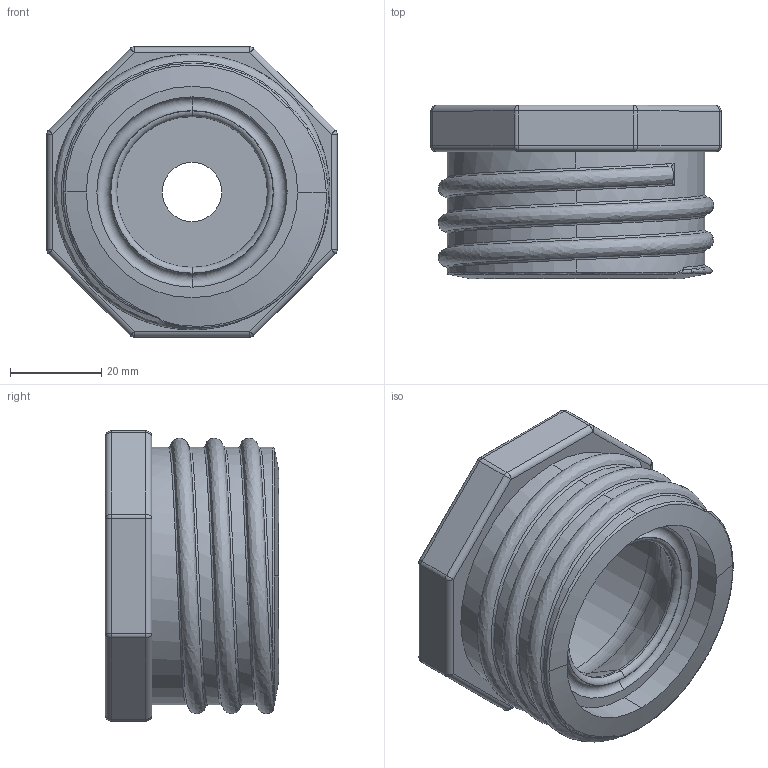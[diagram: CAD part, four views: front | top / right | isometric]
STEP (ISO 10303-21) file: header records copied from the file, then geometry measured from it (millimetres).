
FILE_DESCRIPTION (( 'STEP AP214' ), '1' );
FILE_NAME ('PEEP_VALVE_DIAPHRAGM_CUP.STEP', '2020-05-17T20:58:18', ( '' ), ( '' ), 'SwSTEP 2.0', 'SolidWorks 2019', '' );
FILE_SCHEMA (( 'AUTOMOTIVE_DESIGN' ));
Length unit declared in the file: inch
Products named in the file (1): PEEP_VALVE_DIAPHRAGM_CUP
Bounding box: 63.5 x 37.91 x 63.5 mm (x, y, z)
Volume: 55793.3 mm3; surface area: 20075.1 mm2
Topology: 1 solids, 1 shells, 90 faces, 212 edges, 111 vertices
Faces by surface type: cylinder 37, sphere 16, plane 13, bspline 11, torus 9, cone 4
Entity records: 7334 total; most frequent: CARTESIAN_POINT 5386, DIRECTION 411, ORIENTED_EDGE 392, EDGE_CURVE 196, AXIS2_PLACEMENT_3D 173, VERTEX_POINT 111, EDGE_LOOP 95, CIRCLE 93
